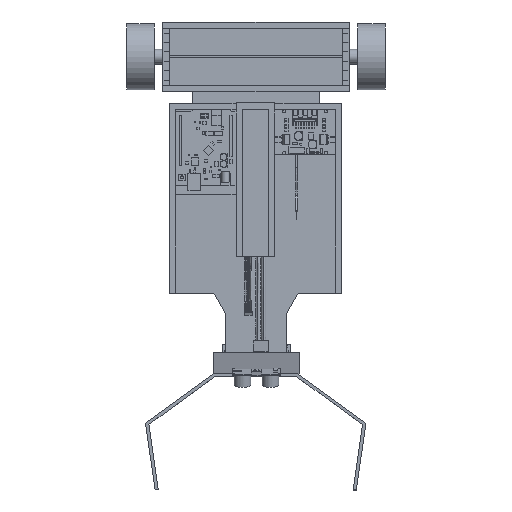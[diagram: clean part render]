
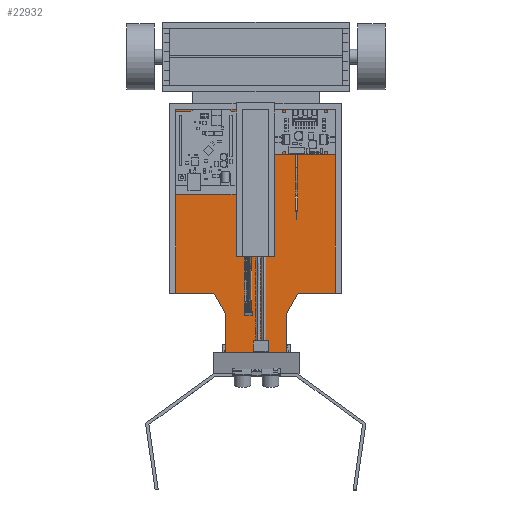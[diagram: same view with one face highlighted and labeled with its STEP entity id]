
A CAD part, top view. The second image highlights one B-rep face of the part: STEP entity #22932.
In plain terms, the highlighted planar face has unit normal (0, 0, 1).
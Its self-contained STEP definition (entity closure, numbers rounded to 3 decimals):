
#1088=FACE_OUTER_BOUND('',#2425,.T.);
#2425=EDGE_LOOP('',(#15532,#15533,#15534,#15535,#15536,#15537,#15538,#15539,
#15540,#15541,#15542,#15543,#15544,#15545,#15546,#15547,#15548,#15549));
#4084=LINE('',#32520,#7024);
#4090=LINE('',#32532,#7030);
#4092=LINE('',#32535,#7032);
#4112=LINE('',#32580,#7052);
#4116=LINE('',#32589,#7056);
#4118=LINE('',#32593,#7058);
#4119=LINE('',#32595,#7059);
#4120=LINE('',#32597,#7060);
#4121=LINE('',#32599,#7061);
#4122=LINE('',#32601,#7062);
#4123=LINE('',#32602,#7063);
#4124=LINE('',#32604,#7064);
#4125=LINE('',#32606,#7065);
#4126=LINE('',#32608,#7066);
#4127=LINE('',#32610,#7067);
#4128=LINE('',#32611,#7068);
#4129=LINE('',#32613,#7069);
#4130=LINE('',#32614,#7070);
#7024=VECTOR('',#26278,10.);
#7030=VECTOR('',#26286,10.);
#7032=VECTOR('',#26290,10.);
#7052=VECTOR('',#26322,10.);
#7056=VECTOR('',#26328,10.);
#7058=VECTOR('',#26332,10.);
#7059=VECTOR('',#26333,10.);
#7060=VECTOR('',#26334,10.);
#7061=VECTOR('',#26335,10.);
#7062=VECTOR('',#26336,10.);
#7063=VECTOR('',#26337,10.);
#7064=VECTOR('',#26338,10.);
#7065=VECTOR('',#26339,10.);
#7066=VECTOR('',#26340,10.);
#7067=VECTOR('',#26341,10.);
#7068=VECTOR('',#26342,1.);
#7069=VECTOR('',#26343,1.);
#7070=VECTOR('',#26344,10.);
#9921=VERTEX_POINT('',#32516);
#9923=VERTEX_POINT('',#32519);
#9926=VERTEX_POINT('',#32526);
#9928=VERTEX_POINT('',#32530);
#9946=VERTEX_POINT('',#32577);
#9947=VERTEX_POINT('',#32579);
#9950=VERTEX_POINT('',#32586);
#9951=VERTEX_POINT('',#32588);
#9952=VERTEX_POINT('',#32592);
#9953=VERTEX_POINT('',#32594);
#9954=VERTEX_POINT('',#32596);
#9955=VERTEX_POINT('',#32598);
#9956=VERTEX_POINT('',#32600);
#9957=VERTEX_POINT('',#32603);
#9958=VERTEX_POINT('',#32605);
#9959=VERTEX_POINT('',#32607);
#9960=VERTEX_POINT('',#32609);
#9961=VERTEX_POINT('',#32612);
#12084=EDGE_CURVE('',#9923,#9921,#4084,.T.);
#12090=EDGE_CURVE('',#9928,#9926,#4090,.T.);
#12092=EDGE_CURVE('',#9926,#9921,#4092,.T.);
#12114=EDGE_CURVE('',#9947,#9946,#4112,.T.);
#12118=EDGE_CURVE('',#9951,#9950,#4116,.T.);
#12120=EDGE_CURVE('',#9952,#9950,#4118,.T.);
#12121=EDGE_CURVE('',#9952,#9953,#4119,.T.);
#12122=EDGE_CURVE('',#9953,#9954,#4120,.T.);
#12123=EDGE_CURVE('',#9954,#9955,#4121,.T.);
#12124=EDGE_CURVE('',#9956,#9955,#4122,.T.);
#12125=EDGE_CURVE('',#9956,#9947,#4123,.T.);
#12126=EDGE_CURVE('',#9946,#9957,#4124,.T.);
#12127=EDGE_CURVE('',#9958,#9957,#4125,.T.);
#12128=EDGE_CURVE('',#9958,#9959,#4126,.T.);
#12129=EDGE_CURVE('',#9960,#9959,#4127,.T.);
#12130=EDGE_CURVE('',#9923,#9960,#4128,.T.);
#12131=EDGE_CURVE('',#9961,#9928,#4129,.T.);
#12132=EDGE_CURVE('',#9961,#9951,#4130,.T.);
#15532=ORIENTED_EDGE('',*,*,#12118,.T.);
#15533=ORIENTED_EDGE('',*,*,#12120,.F.);
#15534=ORIENTED_EDGE('',*,*,#12121,.T.);
#15535=ORIENTED_EDGE('',*,*,#12122,.T.);
#15536=ORIENTED_EDGE('',*,*,#12123,.T.);
#15537=ORIENTED_EDGE('',*,*,#12124,.F.);
#15538=ORIENTED_EDGE('',*,*,#12125,.T.);
#15539=ORIENTED_EDGE('',*,*,#12114,.T.);
#15540=ORIENTED_EDGE('',*,*,#12126,.T.);
#15541=ORIENTED_EDGE('',*,*,#12127,.F.);
#15542=ORIENTED_EDGE('',*,*,#12128,.T.);
#15543=ORIENTED_EDGE('',*,*,#12129,.F.);
#15544=ORIENTED_EDGE('',*,*,#12130,.F.);
#15545=ORIENTED_EDGE('',*,*,#12084,.T.);
#15546=ORIENTED_EDGE('',*,*,#12092,.F.);
#15547=ORIENTED_EDGE('',*,*,#12090,.F.);
#15548=ORIENTED_EDGE('',*,*,#12131,.F.);
#15549=ORIENTED_EDGE('',*,*,#12132,.T.);
#21730=PLANE('',#24431);
#22932=ADVANCED_FACE('',(#1088),#21730,.F.);
#24431=AXIS2_PLACEMENT_3D('',#32591,#26330,#26331);
#26278=DIRECTION('',(0.,-1.,0.));
#26286=DIRECTION('',(0.,-1.,0.));
#26290=DIRECTION('',(-1.,0.,0.));
#26322=DIRECTION('',(-1.,0.,0.));
#26328=DIRECTION('',(0.,1.,0.));
#26330=DIRECTION('center_axis',(0.,0.,-1.));
#26331=DIRECTION('ref_axis',(-1.,0.,0.));
#26332=DIRECTION('',(1.,0.,0.));
#26333=DIRECTION('',(0.,-1.,0.));
#26334=DIRECTION('',(-1.,0.,0.));
#26335=DIRECTION('',(0.,1.,0.));
#26336=DIRECTION('',(1.,0.,0.));
#26337=DIRECTION('',(0.,-1.,0.));
#26338=DIRECTION('',(0.,1.,0.));
#26339=DIRECTION('',(1.,0.,0.));
#26340=DIRECTION('',(0.,-1.,0.));
#26341=DIRECTION('',(-1.,0.,0.));
#26342=DIRECTION('',(-0.5,0.866,0.));
#26343=DIRECTION('',(-0.5,-0.866,0.));
#26344=DIRECTION('',(1.,0.,0.));
#32516=CARTESIAN_POINT('',(0.,-37.489,6.));
#32519=CARTESIAN_POINT('',(0.,0.,6.));
#32520=CARTESIAN_POINT('',(0.,0.,6.));
#32526=CARTESIAN_POINT('',(58.,-37.489,6.));
#32530=CARTESIAN_POINT('',(58.,0.,6.));
#32532=CARTESIAN_POINT('',(58.,0.,6.));
#32535=CARTESIAN_POINT('',(43.5,-37.489,6.));
#32577=CARTESIAN_POINT('',(10.,54.053,6.));
#32579=CARTESIAN_POINT('',(16.,54.053,6.));
#32580=CARTESIAN_POINT('',(22.5,54.053,6.));
#32586=CARTESIAN_POINT('',(104.4,194.053,6.));
#32588=CARTESIAN_POINT('',(104.4,19.053,6.));
#32589=CARTESIAN_POINT('',(104.4,168.243,6.));
#32591=CARTESIAN_POINT('Origin',(29.,142.434,6.));
#32592=CARTESIAN_POINT('',(47.,194.053,6.));
#32593=CARTESIAN_POINT('',(69.,194.053,6.));
#32594=CARTESIAN_POINT('',(47.,54.053,6.));
#32595=CARTESIAN_POINT('',(47.,168.243,6.));
#32596=CARTESIAN_POINT('',(41.,54.053,6.));
#32597=CARTESIAN_POINT('',(38.,54.053,6.));
#32598=CARTESIAN_POINT('',(41.,194.053,6.));
#32599=CARTESIAN_POINT('',(41.,98.243,6.));
#32600=CARTESIAN_POINT('',(16.,194.053,6.));
#32601=CARTESIAN_POINT('',(69.,194.053,6.));
#32602=CARTESIAN_POINT('',(16.,168.243,6.));
#32603=CARTESIAN_POINT('',(10.,194.053,6.));
#32604=CARTESIAN_POINT('',(10.,98.243,6.));
#32605=CARTESIAN_POINT('',(-47.5,194.053,6.));
#32606=CARTESIAN_POINT('',(69.,194.053,6.));
#32607=CARTESIAN_POINT('',(-47.5,19.053,6.));
#32608=CARTESIAN_POINT('',(-47.5,80.743,6.));
#32609=CARTESIAN_POINT('',(-11.,19.053,6.));
#32610=CARTESIAN_POINT('',(-47.5,19.053,6.));
#32611=CARTESIAN_POINT('',(0.,0.,6.));
#32612=CARTESIAN_POINT('',(69.,19.053,6.));
#32613=CARTESIAN_POINT('',(69.,19.053,6.));
#32614=CARTESIAN_POINT('',(69.,19.053,6.));
